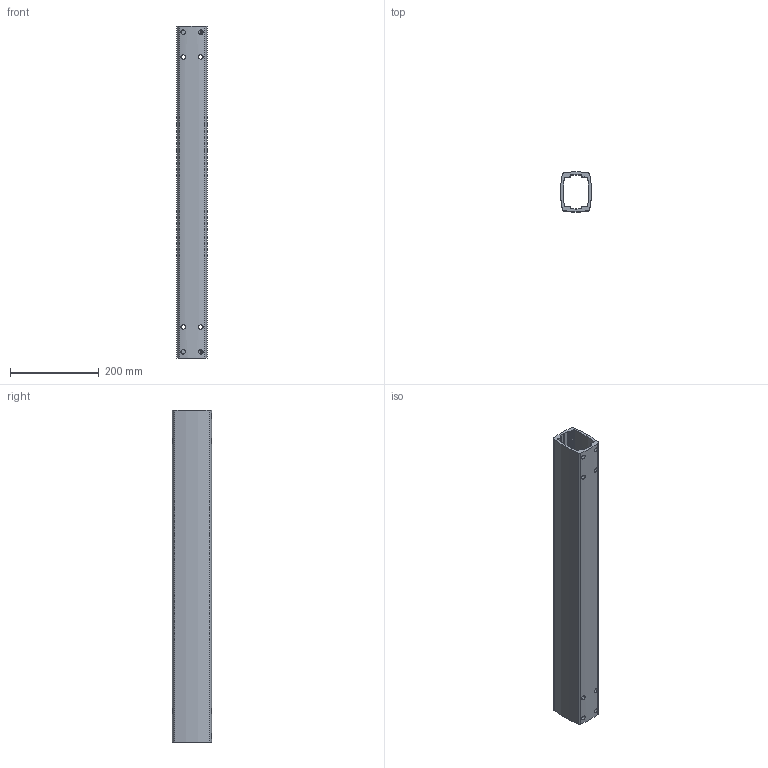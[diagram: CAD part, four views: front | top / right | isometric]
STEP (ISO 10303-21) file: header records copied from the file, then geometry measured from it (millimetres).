
FILE_DESCRIPTION((''),'2;1');
FILE_NAME('9524500003_ASM','2009-11-24T',('FEK_AZ_Mechanik'),(''),'PRO/ENGINEER BY PARAMETRIC TECHNOLOGY CORPORATION, 2005070','PRO/ENGINEER BY PARAMETRIC TECHNOLOGY CORPORATION, 2005070','');
FILE_SCHEMA(('AUTOMOTIVE_DESIGN_CC2 { 1 2 10303 214 -1 1 5 2 }'));
Length unit declared in the file: millimetre
Products named in the file (2): MCO90083122_AF4; 9524500003_ASM
Assembly tree (1 placements, depth 2):
  9524500003_ASM
    MCO90083122_AF4
Bounding box: 69.16 x 89.44 x 750 mm (x, y, z)
Volume: 1381171.9 mm3; surface area: 411445.2 mm2
Topology: 1 solids, 1 shells, 92 faces, 306 edges, 204 vertices
Faces by surface type: cylinder 61, plane 31
Entity records: 4736 total; most frequent: CARTESIAN_POINT 1007, ORIENTED_EDGE 612, DIRECTION 558, PRESENTATION_STYLE_ASSIGNMENT 307, STYLED_ITEM 307, CURVE_STYLE 306, EDGE_CURVE 306, AXIS2_PLACEMENT_3D 213
